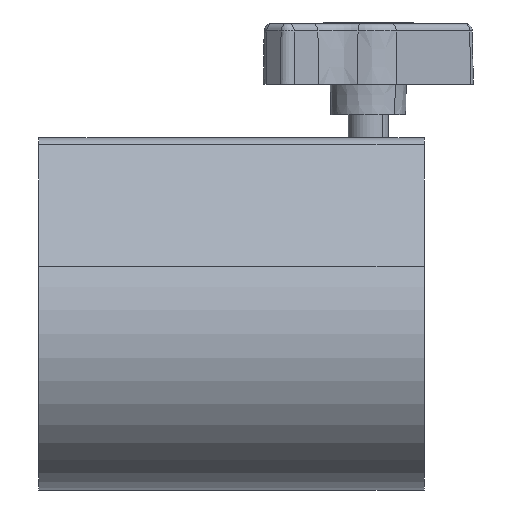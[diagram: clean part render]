
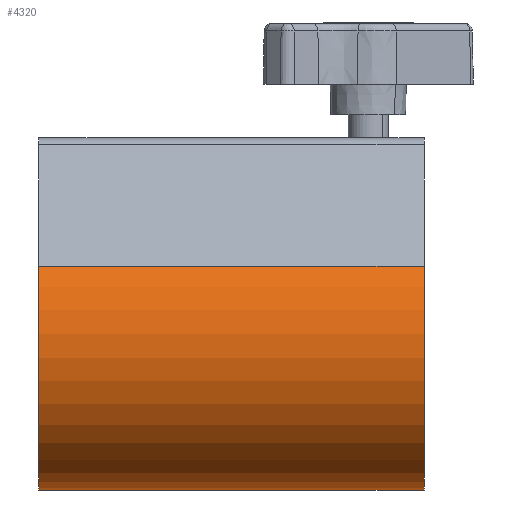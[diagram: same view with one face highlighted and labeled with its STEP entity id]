
A CAD part, left-side view. The second image highlights one B-rep face of the part: STEP entity #4320.
In plain terms, the highlighted cylindrical face has radius 28.675 mm (diameter 57.35 mm), a partial arc.
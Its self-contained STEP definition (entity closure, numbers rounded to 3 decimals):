
#148 = CARTESIAN_POINT ( 'NONE',  ( -24.166, 38., 15.436 ) ) ;
#188 = CIRCLE ( 'NONE', #3697, 28.675 ) ;
#470 = VECTOR ( 'NONE', #7523, 1000. ) ;
#937 = FACE_OUTER_BOUND ( 'NONE', #4621, .T. ) ;
#1057 = LINE ( 'NONE', #148, #1164 ) ;
#1164 = VECTOR ( 'NONE', #8033, 1000. ) ;
#1359 = LINE ( 'NONE', #4632, #470 ) ;
#1389 = EDGE_CURVE ( 'NONE', #5644, #8372, #188, .T. ) ;
#2101 = CARTESIAN_POINT ( 'NONE',  ( 0., 38., -28.675 ) ) ;
#2230 = ORIENTED_EDGE ( 'NONE', *, *, #1389, .F. ) ;
#2347 = CIRCLE ( 'NONE', #5049, 28.675 ) ;
#2515 = DIRECTION ( 'NONE',  ( 0., 0., 1. ) ) ;
#2593 = VERTEX_POINT ( 'NONE', #4531 ) ;
#2869 = CARTESIAN_POINT ( 'NONE',  ( 0., -38., -28.675 ) ) ;
#3207 = CARTESIAN_POINT ( 'NONE',  ( 0., 38., 0. ) ) ;
#3650 = EDGE_CURVE ( 'NONE', #6891, #2593, #2347, .T. ) ;
#3693 = ORIENTED_EDGE ( 'NONE', *, *, #3650, .T. ) ;
#3697 = AXIS2_PLACEMENT_3D ( 'NONE', #5930, #6636, #7369 ) ;
#3923 = ORIENTED_EDGE ( 'NONE', *, *, #9177, .F. ) ;
#3928 = DIRECTION ( 'NONE',  ( 0., -1., 0. ) ) ;
#4295 = CYLINDRICAL_SURFACE ( 'NONE', #4754, 28.675 ) ;
#4320 = ADVANCED_FACE ( 'NONE', ( #937 ), #4295, .T. ) ;
#4531 = CARTESIAN_POINT ( 'NONE',  ( -24.166, -38., 15.436 ) ) ;
#4621 = EDGE_LOOP ( 'NONE', ( #2230, #6331, #3693, #3923 ) ) ;
#4632 = CARTESIAN_POINT ( 'NONE',  ( 0., 38., -28.675 ) ) ;
#4665 = DIRECTION ( 'NONE',  ( 0., 0., -1. ) ) ;
#4741 = CARTESIAN_POINT ( 'NONE',  ( -24.166, 38., 15.436 ) ) ;
#4754 = AXIS2_PLACEMENT_3D ( 'NONE', #3207, #3928, #4665 ) ;
#5049 = AXIS2_PLACEMENT_3D ( 'NONE', #6852, #6766, #2515 ) ;
#5644 = VERTEX_POINT ( 'NONE', #2101 ) ;
#5733 = EDGE_CURVE ( 'NONE', #5644, #6891, #1359, .T. ) ;
#5930 = CARTESIAN_POINT ( 'NONE',  ( 0., 38., 0. ) ) ;
#6331 = ORIENTED_EDGE ( 'NONE', *, *, #5733, .T. ) ;
#6636 = DIRECTION ( 'NONE',  ( 0., 1., 0. ) ) ;
#6766 = DIRECTION ( 'NONE',  ( 0., 1., 0. ) ) ;
#6852 = CARTESIAN_POINT ( 'NONE',  ( 0., -38., 0. ) ) ;
#6891 = VERTEX_POINT ( 'NONE', #2869 ) ;
#7369 = DIRECTION ( 'NONE',  ( 0., 0., 1. ) ) ;
#7523 = DIRECTION ( 'NONE',  ( 0., -1., 0. ) ) ;
#8033 = DIRECTION ( 'NONE',  ( 0., -1., 0. ) ) ;
#8372 = VERTEX_POINT ( 'NONE', #4741 ) ;
#9177 = EDGE_CURVE ( 'NONE', #8372, #2593, #1057, .T. ) ;
